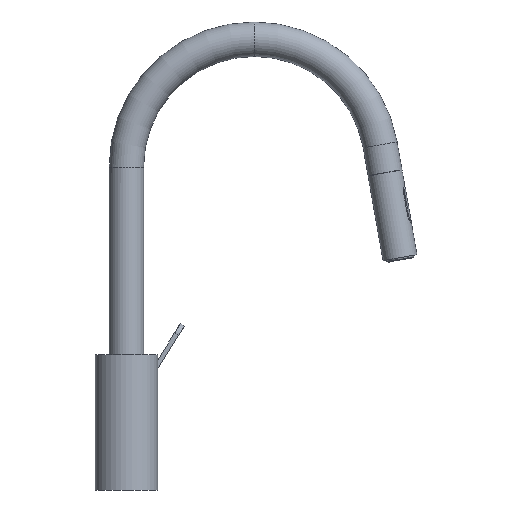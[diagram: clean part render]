
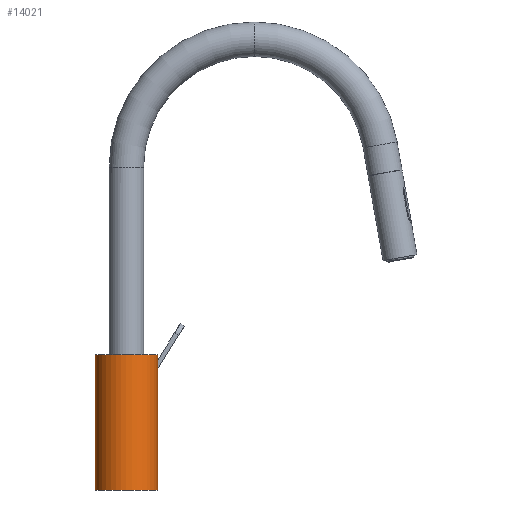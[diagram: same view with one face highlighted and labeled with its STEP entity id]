
A CAD part, front view. The second image highlights one B-rep face of the part: STEP entity #14021.
In plain terms, the highlighted cylindrical face has radius 25.5 mm (diameter 51 mm), a full revolution.
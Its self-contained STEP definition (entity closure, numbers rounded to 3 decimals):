
#440=B_SPLINE_CURVE_WITH_KNOTS('',3,(#22380,#22381,#22382,#22383,#22384,
#22385,#22386,#22387,#22388,#22389,#22390,#22391,#22392,#22393,#22394,#22395,
#22396,#22397,#22398,#22399,#22400,#22401,#22402,#22403,#22404,#22405,#22406,
#22407,#22408,#22409,#22410,#22411,#22412,#22413,#22414,#22415,#22416,#22417,
#22418,#22419,#22420,#22421,#22422,#22423,#22424,#22425,#22426,#22427,#22428),
 .UNSPECIFIED.,.T.,.F.,(1,1,1,1,1,1,1,1,1,1,1,1,1,1,1,1,1,1,1,1,1,1,1,1,
1,1,1,1,1,1,1,1,1,1,1,1,1,1,1,1,1,1,1,1,1,1,1,1,1,1,1,1,1),(-0.008,
-0.005,-0.003,0.,0.005,0.008,
0.01,0.015,0.021,0.026,
0.031,0.033,0.036,0.039,
0.041,0.044,0.046,0.051,
0.056,0.062,0.067,0.069,
0.072,0.077,0.08,0.082,
0.085,0.087,0.092,0.095,
0.098,0.103,0.108,0.113,
0.116,0.118,0.121,0.123,
0.126,0.128,0.134,0.139,0.144,
0.146,0.149,0.154,0.157,
0.159,0.162,0.164,0.169,
0.172,0.175),.UNSPECIFIED.);
#2271=CYLINDRICAL_SURFACE('',#14965,25.5);
#2530=ORIENTED_EDGE('',*,*,#6947,.F.);
#2531=ORIENTED_EDGE('',*,*,#6946,.F.);
#2532=ORIENTED_EDGE('',*,*,#6945,.T.);
#6945=EDGE_CURVE('',#9161,#9161,#10548,.T.);
#6946=EDGE_CURVE('',#9162,#9162,#10549,.T.);
#6947=EDGE_CURVE('',#9163,#9163,#440,.T.);
#9161=VERTEX_POINT('',#22375);
#9162=VERTEX_POINT('',#22378);
#9163=VERTEX_POINT('',#22429);
#10548=CIRCLE('',#14962,25.5);
#10549=CIRCLE('',#14964,25.5);
#11671=EDGE_LOOP('',(#2530));
#11672=EDGE_LOOP('',(#2531));
#11673=EDGE_LOOP('',(#2532));
#12689=FACE_BOUND('',#11671,.T.);
#12690=FACE_BOUND('',#11672,.T.);
#12691=FACE_BOUND('',#11673,.T.);
#14021=ADVANCED_FACE('',(#12689,#12690,#12691),#2271,.T.);
#14962=AXIS2_PLACEMENT_3D('',#22374,#16963,#16964);
#14964=AXIS2_PLACEMENT_3D('',#22377,#16967,#16968);
#14965=AXIS2_PLACEMENT_3D('',#22379,#16969,#16970);
#16963=DIRECTION('',(0.,0.,-1.));
#16964=DIRECTION('',(0.,-1.,0.));
#16967=DIRECTION('',(0.,0.,-1.));
#16968=DIRECTION('',(0.,-1.,0.));
#16969=DIRECTION('',(0.,0.,1.));
#16970=DIRECTION('',(0.,1.,0.));
#22374=CARTESIAN_POINT('',(0.,0.,110.));
#22375=CARTESIAN_POINT('',(0.,-25.5,110.));
#22377=CARTESIAN_POINT('',(0.,0.,0.));
#22378=CARTESIAN_POINT('',(0.,-25.5,0.));
#22379=CARTESIAN_POINT('',(0.,0.,0.));
#22380=CARTESIAN_POINT('',(-0.171,25.544,85.298));
#22381=CARTESIAN_POINT('',(3.33,25.386,85.127));
#22382=CARTESIAN_POINT('',(6.623,24.721,84.413));
#22383=CARTESIAN_POINT('',(9.704,23.622,83.222));
#22384=CARTESIAN_POINT('',(12.536,22.3,81.78));
#22385=CARTESIAN_POINT('',(15.67,20.267,79.532));
#22386=CARTESIAN_POINT('',(18.662,17.524,76.397));
#22387=CARTESIAN_POINT('',(21.025,14.577,72.814));
#22388=CARTESIAN_POINT('',(22.434,12.192,69.54));
#22389=CARTESIAN_POINT('',(23.237,10.527,66.595));
#22390=CARTESIAN_POINT('',(23.64,9.57,64.205));
#22391=CARTESIAN_POINT('',(23.798,9.158,61.62));
#22392=CARTESIAN_POINT('',(23.665,9.506,59.015));
#22393=CARTESIAN_POINT('',(23.278,10.434,56.597));
#22394=CARTESIAN_POINT('',(22.506,12.056,53.663));
#22395=CARTESIAN_POINT('',(21.1,14.465,50.328));
#22396=CARTESIAN_POINT('',(18.812,17.362,46.793));
#22397=CARTESIAN_POINT('',(15.797,20.167,43.58));
#22398=CARTESIAN_POINT('',(12.746,22.181,41.351));
#22399=CARTESIAN_POINT('',(9.9,23.54,39.867));
#22400=CARTESIAN_POINT('',(6.888,24.647,38.666));
#22401=CARTESIAN_POINT('',(3.53,25.356,37.905));
#22402=CARTESIAN_POINT('',(0.128,25.543,37.703));
#22403=CARTESIAN_POINT('',(-2.49,25.422,37.833));
#22404=CARTESIAN_POINT('',(-5.006,25.047,38.237));
#22405=CARTESIAN_POINT('',(-8.267,24.223,39.125));
#22406=CARTESIAN_POINT('',(-11.216,22.991,40.462));
#22407=CARTESIAN_POINT('',(-13.839,21.456,42.154));
#22408=CARTESIAN_POINT('',(-16.186,19.793,44.01));
#22409=CARTESIAN_POINT('',(-18.708,17.476,46.658));
#22410=CARTESIAN_POINT('',(-21.044,14.548,50.222));
#22411=CARTESIAN_POINT('',(-22.461,12.143,53.532));
#22412=CARTESIAN_POINT('',(-23.252,10.492,56.476));
#22413=CARTESIAN_POINT('',(-23.649,9.548,58.869));
#22414=CARTESIAN_POINT('',(-23.798,9.158,61.465));
#22415=CARTESIAN_POINT('',(-23.659,9.522,64.033));
#22416=CARTESIAN_POINT('',(-23.272,10.448,66.434));
#22417=CARTESIAN_POINT('',(-22.489,12.088,69.384));
#22418=CARTESIAN_POINT('',(-21.103,14.461,72.666));
#22419=CARTESIAN_POINT('',(-18.775,17.401,76.254));
#22420=CARTESIAN_POINT('',(-16.303,19.695,78.879));
#22421=CARTESIAN_POINT('',(-13.985,21.361,80.741));
#22422=CARTESIAN_POINT('',(-11.384,22.907,82.446));
#22423=CARTESIAN_POINT('',(-8.482,24.148,83.793));
#22424=CARTESIAN_POINT('',(-5.231,25.001,84.713));
#22425=CARTESIAN_POINT('',(-2.74,25.394,85.137));
#22426=CARTESIAN_POINT('',(-0.171,25.544,85.298));
#22427=CARTESIAN_POINT('',(3.33,25.386,85.127));
#22428=CARTESIAN_POINT('',(6.623,24.721,84.413));
#22429=CARTESIAN_POINT('',(2.438,25.383,85.125));
